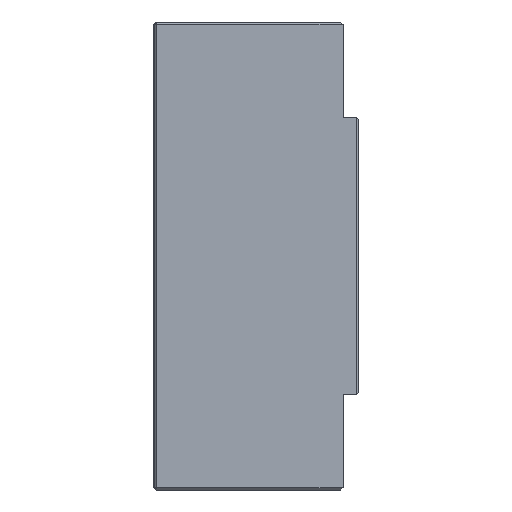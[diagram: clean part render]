
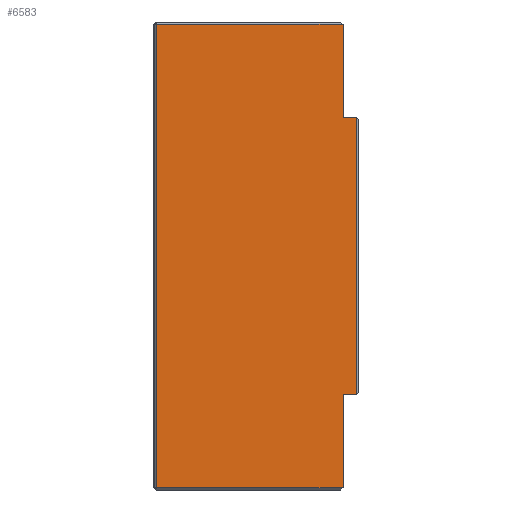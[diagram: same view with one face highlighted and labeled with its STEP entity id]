
A CAD part, left-side view. The second image highlights one B-rep face of the part: STEP entity #6583.
In plain terms, the highlighted face is planar.
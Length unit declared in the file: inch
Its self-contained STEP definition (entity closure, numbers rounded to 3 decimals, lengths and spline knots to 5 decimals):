
#661 = CARTESIAN_POINT ( 'NONE',  ( -0.98, 0.065, 0. ) ) ;
#1042 = VECTOR ( 'NONE', #7439, 39.37008 ) ;
#1191 = EDGE_CURVE ( 'NONE', #12103, #11176, #6295, .T. ) ;
#1195 = CARTESIAN_POINT ( 'NONE',  ( 0.98, 0.855, 0. ) ) ;
#1264 = EDGE_CURVE ( 'NONE', #4727, #4660, #8243, .T. ) ;
#1336 = VECTOR ( 'NONE', #11238, 39.37008 ) ;
#1636 = CARTESIAN_POINT ( 'NONE',  ( 0.98, 0., 0. ) ) ;
#1837 = LINE ( 'NONE', #9942, #11723 ) ;
#2043 = EDGE_CURVE ( 'NONE', #7131, #7164, #1837, .T. ) ;
#2130 = EDGE_CURVE ( 'NONE', #11153, #11176, #10816, .T. ) ;
#2341 = CARTESIAN_POINT ( 'NONE',  ( -0.5875, 0.065, 0. ) ) ;
#2633 = EDGE_CURVE ( 'NONE', #4727, #10743, #10969, .T. ) ;
#2921 = ORIENTED_EDGE ( 'NONE', *, *, #1264, .F. ) ;
#3319 = VECTOR ( 'NONE', #9223, 39.37008 ) ;
#3388 = CARTESIAN_POINT ( 'NONE',  ( -0.5875, 0.065, 0. ) ) ;
#3776 = VECTOR ( 'NONE', #11887, 39.37008 ) ;
#4340 = DIRECTION ( 'NONE',  ( 0., -1., 0. ) ) ;
#4481 = PLANE ( 'NONE',  #7644 ) ;
#4660 = VERTEX_POINT ( 'NONE', #11171 ) ;
#4727 = VERTEX_POINT ( 'NONE', #12314 ) ;
#5128 = DIRECTION ( 'NONE',  ( 1., 0., 0. ) ) ;
#5411 = ORIENTED_EDGE ( 'NONE', *, *, #9157, .F. ) ;
#5439 = DIRECTION ( 'NONE',  ( -1., 0., 0. ) ) ;
#5450 = ORIENTED_EDGE ( 'NONE', *, *, #1191, .F. ) ;
#5705 = VECTOR ( 'NONE', #7347, 39.37008 ) ;
#5734 = CARTESIAN_POINT ( 'NONE',  ( -0.98, 0.065, 0. ) ) ;
#5770 = LINE ( 'NONE', #3388, #8007 ) ;
#6295 = LINE ( 'NONE', #10912, #3776 ) ;
#6467 = CARTESIAN_POINT ( 'NONE',  ( 0.99, 0.855, 0. ) ) ;
#6583 = ADVANCED_FACE ( 'NONE', ( #9392 ), #4481, .F. ) ;
#7131 = VERTEX_POINT ( 'NONE', #11358 ) ;
#7164 = VERTEX_POINT ( 'NONE', #8474 ) ;
#7286 = DIRECTION ( 'NONE',  ( 0., -1., 0. ) ) ;
#7318 = CARTESIAN_POINT ( 'NONE',  ( 0.99, 0., 0. ) ) ;
#7347 = DIRECTION ( 'NONE',  ( -1., 0., 0. ) ) ;
#7439 = DIRECTION ( 'NONE',  ( -1., 0., 0. ) ) ;
#7644 = AXIS2_PLACEMENT_3D ( 'NONE', #7318, #11205, #5439 ) ;
#7862 = EDGE_CURVE ( 'NONE', #12103, #7131, #5770, .T. ) ;
#8007 = VECTOR ( 'NONE', #4340, 39.37008 ) ;
#8243 = LINE ( 'NONE', #11188, #5705 ) ;
#8437 = EDGE_LOOP ( 'NONE', ( #9570, #9935, #5411, #2921, #11623, #11650, #11602, #5450 ) ) ;
#8474 = CARTESIAN_POINT ( 'NONE',  ( 0.5875, 0.01, 0. ) ) ;
#8538 = VECTOR ( 'NONE', #7286, 39.37008 ) ;
#8609 = LINE ( 'NONE', #6467, #1042 ) ;
#9157 = EDGE_CURVE ( 'NONE', #4660, #7164, #11190, .T. ) ;
#9175 = EDGE_CURVE ( 'NONE', #10743, #11153, #8609, .T. ) ;
#9223 = DIRECTION ( 'NONE',  ( 0., 1., 0. ) ) ;
#9287 = CARTESIAN_POINT ( 'NONE',  ( 0.5875, 0.065, 0. ) ) ;
#9392 = FACE_OUTER_BOUND ( 'NONE', #8437, .T. ) ;
#9570 = ORIENTED_EDGE ( 'NONE', *, *, #7862, .T. ) ;
#9935 = ORIENTED_EDGE ( 'NONE', *, *, #2043, .T. ) ;
#9942 = CARTESIAN_POINT ( 'NONE',  ( 0.99, 0.01, 0. ) ) ;
#10519 = CARTESIAN_POINT ( 'NONE',  ( -0.98, 0.855, 0. ) ) ;
#10743 = VERTEX_POINT ( 'NONE', #1195 ) ;
#10816 = LINE ( 'NONE', #661, #8538 ) ;
#10912 = CARTESIAN_POINT ( 'NONE',  ( -0.99, 0.065, 0. ) ) ;
#10969 = LINE ( 'NONE', #1636, #3319 ) ;
#11153 = VERTEX_POINT ( 'NONE', #10519 ) ;
#11171 = CARTESIAN_POINT ( 'NONE',  ( 0.5875, 0.065, 0. ) ) ;
#11176 = VERTEX_POINT ( 'NONE', #5734 ) ;
#11188 = CARTESIAN_POINT ( 'NONE',  ( 0.99, 0.065, 0. ) ) ;
#11190 = LINE ( 'NONE', #9287, #1336 ) ;
#11205 = DIRECTION ( 'NONE',  ( 0., 0., -1. ) ) ;
#11238 = DIRECTION ( 'NONE',  ( 0., -1., 0. ) ) ;
#11358 = CARTESIAN_POINT ( 'NONE',  ( -0.5875, 0.01, 0. ) ) ;
#11602 = ORIENTED_EDGE ( 'NONE', *, *, #2130, .T. ) ;
#11623 = ORIENTED_EDGE ( 'NONE', *, *, #2633, .T. ) ;
#11650 = ORIENTED_EDGE ( 'NONE', *, *, #9175, .T. ) ;
#11723 = VECTOR ( 'NONE', #5128, 39.37008 ) ;
#11887 = DIRECTION ( 'NONE',  ( -1., 0., 0. ) ) ;
#12103 = VERTEX_POINT ( 'NONE', #2341 ) ;
#12314 = CARTESIAN_POINT ( 'NONE',  ( 0.98, 0.065, 0. ) ) ;
